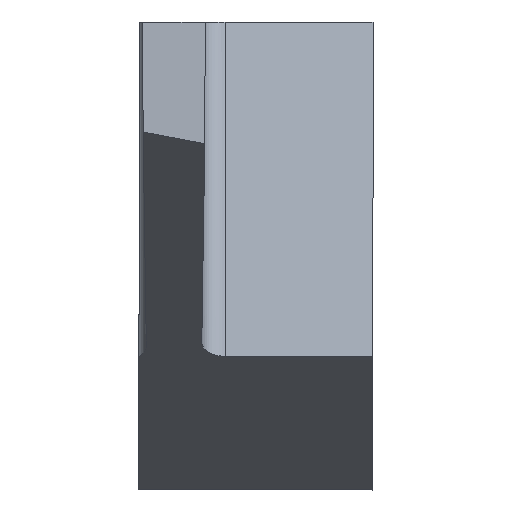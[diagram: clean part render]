
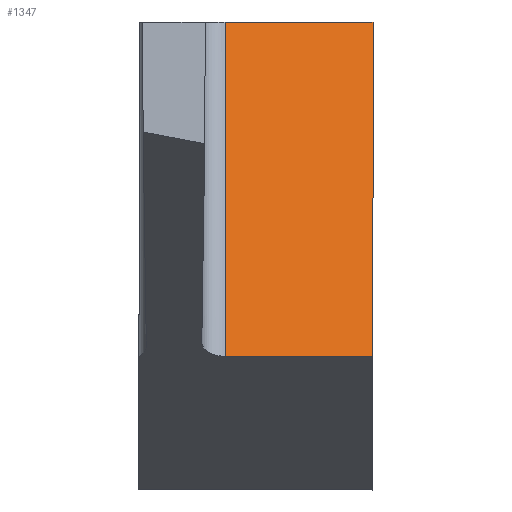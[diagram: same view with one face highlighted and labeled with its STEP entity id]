
A CAD part, front view. The second image highlights one B-rep face of the part: STEP entity #1347.
In plain terms, the highlighted planar face has unit normal (0, -0.951, 0.309).
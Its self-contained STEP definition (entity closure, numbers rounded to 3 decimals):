
#1207=CARTESIAN_POINT('',(1.105,4.107,-4.287));
#1208=VERTEX_POINT('',#1207);
#1219=CARTESIAN_POINT('',(1.105,4.107,-4.287));
#1220=DIRECTION('',(1.,0.,0.));
#1221=VECTOR('',#1220,1.895);
#1222=LINE('',#1219,#1221);
#1223=CARTESIAN_POINT('',(3.,4.107,-4.287));
#1224=VERTEX_POINT('',#1223);
#1225=EDGE_CURVE('',#1208,#1224,#1222,.T.);
#1285=CARTESIAN_POINT('',(2.452,9.26,11.571));
#1286=DIRECTION('',(0.,0.951,-0.309));
#1287=DIRECTION('',(0.,0.294,0.905));
#1288=AXIS2_PLACEMENT_3D('',#1285,#1286,#1287);
#1289=PLANE('',#1288);
#1290=CARTESIAN_POINT('',(1.105,4.107,-4.287));
#1291=DIRECTION('',(0.,0.309,0.951));
#1292=VECTOR('',#1291,4.507);
#1293=LINE('',#1290,#1292);
#1294=CARTESIAN_POINT('',(1.105,5.5,0.));
#1295=VERTEX_POINT('',#1294);
#1296=EDGE_CURVE('',#1208,#1295,#1293,.T.);
#1297=ORIENTED_EDGE('Edge 759',*,*,#1296,.F.);
#1306=CARTESIAN_POINT('',(3.,5.5,0.));
#1307=DIRECTION('',(-1.,0.,0.));
#1308=VECTOR('',#1307,1.895);
#1309=LINE('',#1306,#1308);
#1310=CARTESIAN_POINT('',(3.,5.5,0.));
#1311=VERTEX_POINT('',#1310);
#1312=EDGE_CURVE('',#1311,#1295,#1309,.T.);
#1313=ORIENTED_EDGE('Edge 67',*,*,#1312,.T.);
#1322=CARTESIAN_POINT('',(3.,5.5,0.));
#1323=DIRECTION('',(0.,-0.309,-0.951));
#1324=VECTOR('',#1323,4.507);
#1325=LINE('',#1322,#1324);
#1326=EDGE_CURVE('',#1311,#1224,#1325,.T.);
#1327=ORIENTED_EDGE('Edge 688',*,*,#1326,.F.);
#1336=ORIENTED_EDGE('Edge 405',*,*,#1225,.T.);
#1345=EDGE_LOOP('',(#1336,#1327,#1313,#1297));
#1346=FACE_OUTER_BOUND('Loop 694',#1345,.T.);
#1347=ADVANCED_FACE('Face 695',(#1346),#1289,.F.);
